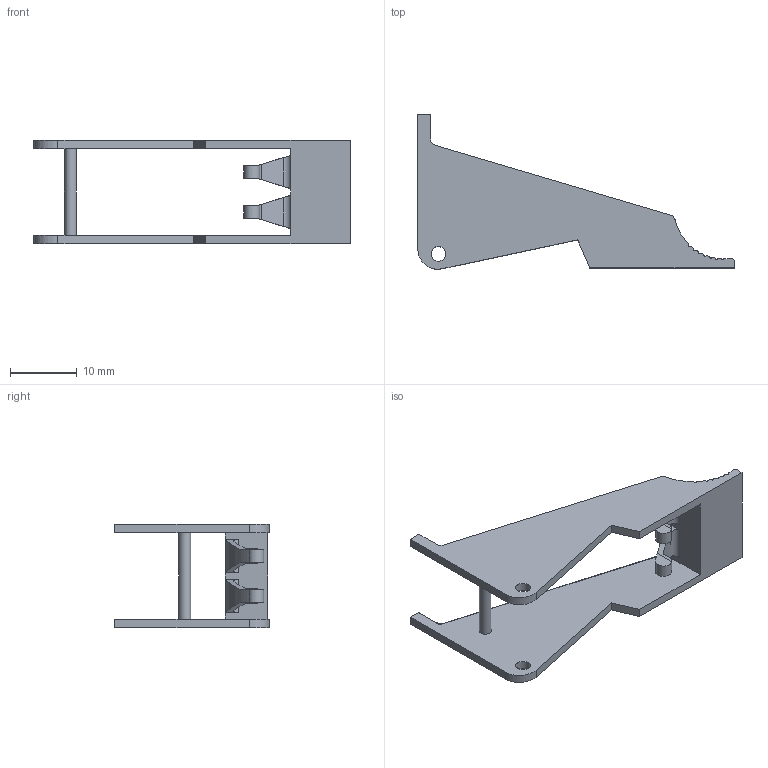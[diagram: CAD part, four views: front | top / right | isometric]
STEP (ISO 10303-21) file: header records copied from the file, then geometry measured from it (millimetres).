
FILE_DESCRIPTION(/* description */ (''),/* implementation_level */ '2;1');
FILE_NAME(/* name */ '14FF-H6.stp',/* time_stamp */ '2021-04-21T15:09:58+08:00',/* author */ (''),/* organization */ (''),/* preprocessor_version */ 'ST-DEVELOPER v15',/* originating_system */ 'SIEMENS PLM Software NX 8.5',/* authorisation */ '');
FILE_SCHEMA (('CONFIG_CONTROL_DESIGN'));
Length unit declared in the file: millimetre
Products named in the file (1): 82720006000_b
Bounding box: 47.5 x 23.2 x 15.6 mm (x, y, z)
Volume: 1687.3 mm3; surface area: 2881.7 mm2
Topology: 1 solids, 1 shells, 91 faces, 257 edges, 166 vertices
Faces by surface type: cylinder 53, plane 30, bspline 4, torus 4
Full cylindrical faces by diameter (mm): 1.8 x1, 2.2 x2
Entity records: 3126 total; most frequent: CARTESIAN_POINT 636, DIRECTION 536, ORIENTED_EDGE 500, EDGE_CURVE 250, AXIS2_PLACEMENT_3D 208, VERTEX_POINT 164, LINE 120, VECTOR 120
